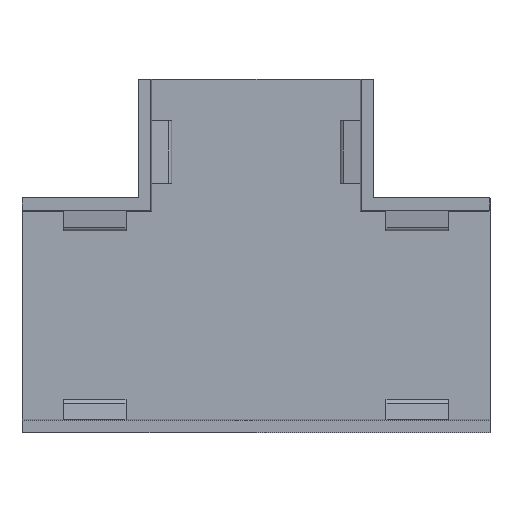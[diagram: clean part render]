
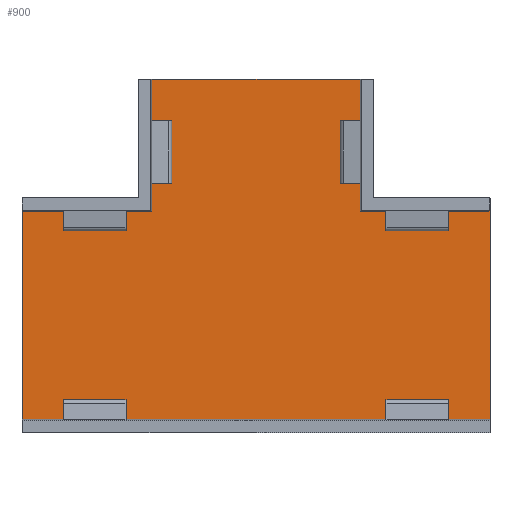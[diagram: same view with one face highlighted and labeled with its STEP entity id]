
A CAD part, front view. The second image highlights one B-rep face of the part: STEP entity #900.
In plain terms, the highlighted planar face has unit normal (0, -1, 0).
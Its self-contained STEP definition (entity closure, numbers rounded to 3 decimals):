
#22 = VECTOR ( 'NONE', #829, 1000. ) ;
#45 = CARTESIAN_POINT ( 'NONE',  ( 22.5, 10.5, -21.444 ) ) ;
#48 = LINE ( 'NONE', #814, #783 ) ;
#58 = DIRECTION ( 'NONE',  ( 0., 0., -1. ) ) ;
#89 = VERTEX_POINT ( 'NONE', #45 ) ;
#93 = CARTESIAN_POINT ( 'NONE',  ( -22.5, 10.5, -1.424 ) ) ;
#128 = ORIENTED_EDGE ( 'NONE', *, *, #631, .T. ) ;
#135 = DIRECTION ( 'NONE',  ( 0., 0., -1. ) ) ;
#166 = VERTEX_POINT ( 'NONE', #675 ) ;
#175 = DIRECTION ( 'NONE',  ( -1., 0., 0. ) ) ;
#191 = ORIENTED_EDGE ( 'NONE', *, *, #1382, .T. ) ;
#210 = DIRECTION ( 'NONE',  ( -1., 0., 0. ) ) ;
#254 = EDGE_CURVE ( 'NONE', #89, #1321, #48, .T. ) ;
#291 = EDGE_CURVE ( 'NONE', #1321, #1375, #813, .T. ) ;
#386 = ORIENTED_EDGE ( 'NONE', *, *, #1477, .T. ) ;
#388 = EDGE_CURVE ( 'NONE', #1322, #89, #1318, .T. ) ;
#403 = DIRECTION ( 'NONE',  ( 0., 0., -1. ) ) ;
#406 = EDGE_LOOP ( 'NONE', ( #386, #534, #1002, #544, #191, #128, #1152, #1350 ) ) ;
#426 = LINE ( 'NONE', #508, #637 ) ;
#428 = CARTESIAN_POINT ( 'NONE',  ( -10.01, 10.5, 0. ) ) ;
#452 = LINE ( 'NONE', #428, #1365 ) ;
#454 = FACE_OUTER_BOUND ( 'NONE', #406, .T. ) ;
#508 = CARTESIAN_POINT ( 'NONE',  ( -11.2, 10.5, 11.266 ) ) ;
#534 = ORIENTED_EDGE ( 'NONE', *, *, #388, .T. ) ;
#544 = ORIENTED_EDGE ( 'NONE', *, *, #291, .T. ) ;
#582 = VERTEX_POINT ( 'NONE', #1191 ) ;
#619 = AXIS2_PLACEMENT_3D ( 'NONE', #624, #854, #58 ) ;
#624 = CARTESIAN_POINT ( 'NONE',  ( 0., 10.5, 0. ) ) ;
#631 = EDGE_CURVE ( 'NONE', #582, #684, #426, .T. ) ;
#637 = VECTOR ( 'NONE', #210, 1000. ) ;
#662 = LINE ( 'NONE', #861, #974 ) ;
#675 = CARTESIAN_POINT ( 'NONE',  ( -10.01, 10.5, -1.424 ) ) ;
#680 = VECTOR ( 'NONE', #915, 1000. ) ;
#684 = VERTEX_POINT ( 'NONE', #743 ) ;
#743 = CARTESIAN_POINT ( 'NONE',  ( -10.01, 10.5, 11.266 ) ) ;
#783 = VECTOR ( 'NONE', #875, 1000. ) ;
#813 = LINE ( 'NONE', #1009, #1499 ) ;
#814 = CARTESIAN_POINT ( 'NONE',  ( 22.5, 10.5, -0.234 ) ) ;
#828 = PLANE ( 'NONE',  #619 ) ;
#829 = DIRECTION ( 'NONE',  ( 1., 0., 0. ) ) ;
#831 = EDGE_CURVE ( 'NONE', #684, #166, #452, .T. ) ;
#846 = CARTESIAN_POINT ( 'NONE',  ( 0., 10.5, -21.444 ) ) ;
#854 = DIRECTION ( 'NONE',  ( 0., -1., 0. ) ) ;
#861 = CARTESIAN_POINT ( 'NONE',  ( 0., 10.5, -1.424 ) ) ;
#875 = DIRECTION ( 'NONE',  ( 0., 0., 1. ) ) ;
#900 = ADVANCED_FACE ( 'NONE', ( #454 ), #828, .T. ) ;
#909 = EDGE_CURVE ( 'NONE', #166, #1170, #662, .T. ) ;
#915 = DIRECTION ( 'NONE',  ( 0., 0., 1. ) ) ;
#974 = VECTOR ( 'NONE', #175, 1000. ) ;
#1002 = ORIENTED_EDGE ( 'NONE', *, *, #254, .T. ) ;
#1009 = CARTESIAN_POINT ( 'NONE',  ( 0., 10.5, -1.424 ) ) ;
#1010 = DIRECTION ( 'NONE',  ( -1., 0., 0. ) ) ;
#1111 = CARTESIAN_POINT ( 'NONE',  ( 10.01, 10.5, 0. ) ) ;
#1152 = ORIENTED_EDGE ( 'NONE', *, *, #831, .T. ) ;
#1157 = CARTESIAN_POINT ( 'NONE',  ( -22.5, 10.5, -21.444 ) ) ;
#1170 = VERTEX_POINT ( 'NONE', #93 ) ;
#1188 = CARTESIAN_POINT ( 'NONE',  ( 22.5, 10.5, -1.424 ) ) ;
#1191 = CARTESIAN_POINT ( 'NONE',  ( 10.01, 10.5, 11.266 ) ) ;
#1272 = CARTESIAN_POINT ( 'NONE',  ( -22.5, 10.5, -0.234 ) ) ;
#1318 = LINE ( 'NONE', #846, #22 ) ;
#1321 = VERTEX_POINT ( 'NONE', #1188 ) ;
#1322 = VERTEX_POINT ( 'NONE', #1157 ) ;
#1350 = ORIENTED_EDGE ( 'NONE', *, *, #909, .T. ) ;
#1365 = VECTOR ( 'NONE', #403, 1000. ) ;
#1375 = VERTEX_POINT ( 'NONE', #1561 ) ;
#1382 = EDGE_CURVE ( 'NONE', #1375, #582, #1525, .T. ) ;
#1477 = EDGE_CURVE ( 'NONE', #1170, #1322, #1549, .T. ) ;
#1499 = VECTOR ( 'NONE', #1010, 1000. ) ;
#1513 = VECTOR ( 'NONE', #135, 1000. ) ;
#1525 = LINE ( 'NONE', #1111, #680 ) ;
#1549 = LINE ( 'NONE', #1272, #1513 ) ;
#1561 = CARTESIAN_POINT ( 'NONE',  ( 10.01, 10.5, -1.424 ) ) ;
